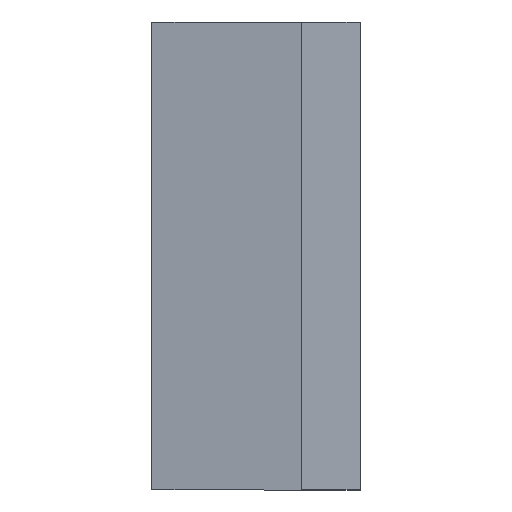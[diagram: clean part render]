
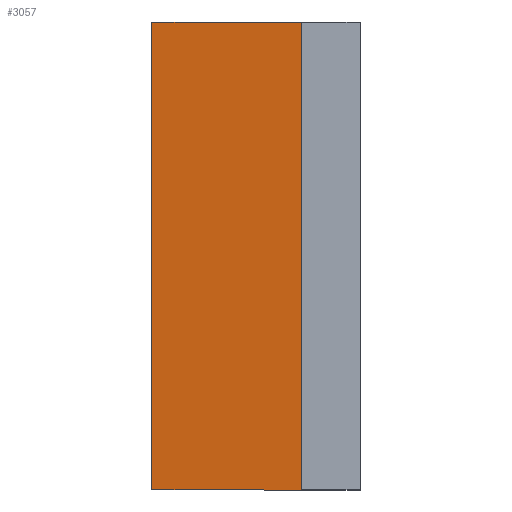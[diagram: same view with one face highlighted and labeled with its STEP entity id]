
A CAD part, left-side view. The second image highlights one B-rep face of the part: STEP entity #3057.
In plain terms, the highlighted face is planar.
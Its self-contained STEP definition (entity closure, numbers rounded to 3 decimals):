
#113 = VERTEX_POINT ( 'NONE', #391 ) ;
#133 = VERTEX_POINT ( 'NONE', #411 ) ;
#211 = AXIS2_PLACEMENT_3D ( 'NONE', #2458, #2459, #2460 ) ;
#237 = FACE_OUTER_BOUND ( 'NONE', #2907, .T. ) ;
#322 = VERTEX_POINT ( 'NONE', #432 ) ;
#333 = VERTEX_POINT ( 'NONE', #443 ) ;
#342 = VERTEX_POINT ( 'NONE', #452 ) ;
#348 = VERTEX_POINT ( 'NONE', #1888 ) ;
#391 = CARTESIAN_POINT ( 'NONE',  ( -5.08, 4.521, 3.97 ) ) ;
#411 = CARTESIAN_POINT ( 'NONE',  ( 3.05, 1.27, 4.369 ) ) ;
#432 = CARTESIAN_POINT ( 'NONE',  ( 5.08, 4.521, 3.97 ) ) ;
#443 = CARTESIAN_POINT ( 'NONE',  ( -5.08, 1.27, 4.369 ) ) ;
#452 = CARTESIAN_POINT ( 'NONE',  ( -3.05, 1.27, 4.369 ) ) ;
#585 = EDGE_CURVE ( 'NONE', #348, #322, #990, .T. ) ;
#606 = EDGE_CURVE ( 'NONE', #333, #342, #1658, .T. ) ;
#611 = EDGE_CURVE ( 'NONE', #342, #133, #1683, .T. ) ;
#614 = EDGE_CURVE ( 'NONE', #133, #348, #1692, .T. ) ;
#617 = EDGE_CURVE ( 'NONE', #113, #333, #1701, .T. ) ;
#619 = EDGE_CURVE ( 'NONE', #113, #322, #1707, .T. ) ;
#767 = VECTOR ( 'NONE', #1694, 1000. ) ;
#776 = VECTOR ( 'NONE', #1709, 1000. ) ;
#786 = VECTOR ( 'NONE', #1703, 1000. ) ;
#847 = VECTOR ( 'NONE', #1685, 1000. ) ;
#880 = VECTOR ( 'NONE', #1660, 1000. ) ;
#990 = LINE ( 'NONE', #991, #2226 ) ;
#991 = CARTESIAN_POINT ( 'NONE',  ( 5.08, 4.521, 3.97 ) ) ;
#992 = DIRECTION ( 'NONE',  ( 0., 0.993, -0.122 ) ) ;
#1082 = ORIENTED_EDGE ( 'NONE', *, *, #585, .T. ) ;
#1084 = ORIENTED_EDGE ( 'NONE', *, *, #617, .T. ) ;
#1085 = ORIENTED_EDGE ( 'NONE', *, *, #619, .F. ) ;
#1086 = ORIENTED_EDGE ( 'NONE', *, *, #611, .T. ) ;
#1087 = ORIENTED_EDGE ( 'NONE', *, *, #606, .T. ) ;
#1088 = ORIENTED_EDGE ( 'NONE', *, *, #614, .T. ) ;
#1658 = LINE ( 'NONE', #1659, #880 ) ;
#1659 = CARTESIAN_POINT ( 'NONE',  ( -5.08, 1.27, 4.369 ) ) ;
#1660 = DIRECTION ( 'NONE',  ( 1., 0., 0. ) ) ;
#1683 = LINE ( 'NONE', #1684, #847 ) ;
#1684 = CARTESIAN_POINT ( 'NONE',  ( -5.08, 1.27, 4.369 ) ) ;
#1685 = DIRECTION ( 'NONE',  ( 1., 0., 0. ) ) ;
#1692 = LINE ( 'NONE', #1693, #767 ) ;
#1693 = CARTESIAN_POINT ( 'NONE',  ( -5.08, 1.27, 4.369 ) ) ;
#1694 = DIRECTION ( 'NONE',  ( 1., 0., 0. ) ) ;
#1701 = LINE ( 'NONE', #1702, #786 ) ;
#1702 = CARTESIAN_POINT ( 'NONE',  ( -5.08, 4.521, 3.97 ) ) ;
#1703 = DIRECTION ( 'NONE',  ( 0., -0.993, 0.122 ) ) ;
#1707 = LINE ( 'NONE', #1708, #776 ) ;
#1708 = CARTESIAN_POINT ( 'NONE',  ( -5.08, 4.521, 3.97 ) ) ;
#1709 = DIRECTION ( 'NONE',  ( 1., 0., 0. ) ) ;
#1888 = CARTESIAN_POINT ( 'NONE',  ( 5.08, 1.27, 4.369 ) ) ;
#2226 = VECTOR ( 'NONE', #992, 1000. ) ;
#2448 = PLANE ( 'NONE',  #211 ) ;
#2458 = CARTESIAN_POINT ( 'NONE',  ( -5.08, 4.521, 3.97 ) ) ;
#2459 = DIRECTION ( 'NONE',  ( 0., 0.122, 0.993 ) ) ;
#2460 = DIRECTION ( 'NONE',  ( 0., -0.993, 0.122 ) ) ;
#2907 = EDGE_LOOP ( 'NONE', ( #1082, #1085, #1084, #1087, #1086, #1088 ) ) ;
#3057 = ADVANCED_FACE ( 'NONE', ( #237 ), #2448, .T. ) ;
